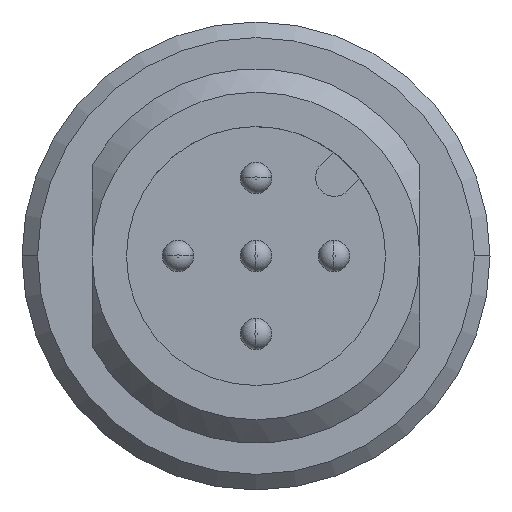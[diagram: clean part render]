
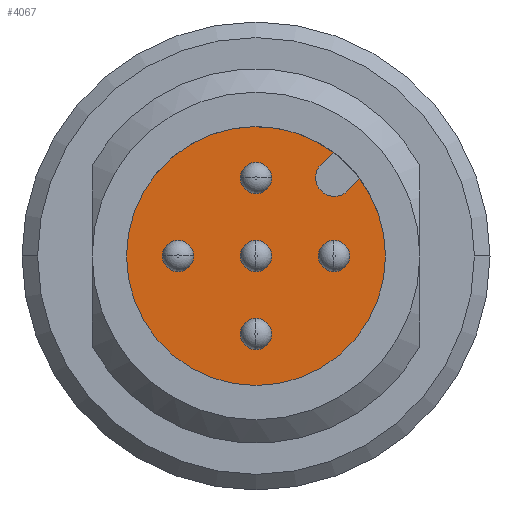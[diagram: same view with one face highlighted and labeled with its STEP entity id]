
A CAD part, left-side view. The second image highlights one B-rep face of the part: STEP entity #4067.
In plain terms, the highlighted planar face has unit normal (-1, 0, 0).
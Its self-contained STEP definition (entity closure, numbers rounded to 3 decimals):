
#87 = CARTESIAN_POINT ( 'NONE',  ( -8.6, 0.5, -2.5 ) ) ;
#121 = CARTESIAN_POINT ( 'NONE',  ( -8.6, 0., 0. ) ) ;
#129 = VERTEX_POINT ( 'NONE', #4269 ) ;
#151 = CIRCLE ( 'NONE', #3553, 0.5 ) ;
#185 = EDGE_CURVE ( 'NONE', #4600, #3237, #313, .T. ) ;
#240 = DIRECTION ( 'NONE',  ( 1., 0., 0. ) ) ;
#273 = VERTEX_POINT ( 'NONE', #1518 ) ;
#313 = CIRCLE ( 'NONE', #5294, 0.5 ) ;
#338 = CARTESIAN_POINT ( 'NONE',  ( -8.6, 0., -2.5 ) ) ;
#369 = EDGE_CURVE ( 'NONE', #722, #273, #4932, .T. ) ;
#402 = FACE_BOUND ( 'NONE', #989, .T. ) ;
#469 = ORIENTED_EDGE ( 'NONE', *, *, #5254, .T. ) ;
#630 = DIRECTION ( 'NONE',  ( -1., 0., 0. ) ) ;
#695 = DIRECTION ( 'NONE',  ( 0., 1., 0. ) ) ;
#722 = VERTEX_POINT ( 'NONE', #4632 ) ;
#835 = AXIS2_PLACEMENT_3D ( 'NONE', #2592, #3929, #1193 ) ;
#843 = AXIS2_PLACEMENT_3D ( 'NONE', #4846, #1571, #5308 ) ;
#873 = VECTOR ( 'NONE', #5617, 1000. ) ;
#899 = DIRECTION ( 'NONE',  ( 1., 0., 0. ) ) ;
#989 = EDGE_LOOP ( 'NONE', ( #5038, #6037 ) ) ;
#1104 = VERTEX_POINT ( 'NONE', #4444 ) ;
#1155 = CARTESIAN_POINT ( 'NONE',  ( -8.6, 0., -2.5 ) ) ;
#1192 = EDGE_CURVE ( 'NONE', #3237, #4600, #4559, .T. ) ;
#1193 = DIRECTION ( 'NONE',  ( 0., 0.707, 0.707 ) ) ;
#1312 = FACE_BOUND ( 'NONE', #3792, .T. ) ;
#1317 = ORIENTED_EDGE ( 'NONE', *, *, #5790, .T. ) ;
#1414 = AXIS2_PLACEMENT_3D ( 'NONE', #5509, #2831, #2713 ) ;
#1518 = CARTESIAN_POINT ( 'NONE',  ( -8.6, 2., 0. ) ) ;
#1526 = EDGE_LOOP ( 'NONE', ( #6047, #4693 ) ) ;
#1571 = DIRECTION ( 'NONE',  ( 1., 0., 0. ) ) ;
#1615 = VERTEX_POINT ( 'NONE', #5669 ) ;
#1648 = CARTESIAN_POINT ( 'NONE',  ( -8.6, -3., 0. ) ) ;
#1693 = CARTESIAN_POINT ( 'NONE',  ( -8.6, -0.5, -2.5 ) ) ;
#1732 = CARTESIAN_POINT ( 'NONE',  ( -8.6, -2., 0. ) ) ;
#1777 = CARTESIAN_POINT ( 'NONE',  ( -8.6, 0., 2.5 ) ) ;
#1794 = CARTESIAN_POINT ( 'NONE',  ( -8.6, -2.934, 2.086 ) ) ;
#1899 = CARTESIAN_POINT ( 'NONE',  ( -8.6, 0.5, 0. ) ) ;
#1905 = CIRCLE ( 'NONE', #3365, 0.5 ) ;
#1939 = VERTEX_POINT ( 'NONE', #5543 ) ;
#1986 = CIRCLE ( 'NONE', #3358, 0.5 ) ;
#1997 = ORIENTED_EDGE ( 'NONE', *, *, #2618, .T. ) ;
#2015 = ORIENTED_EDGE ( 'NONE', *, *, #5179, .T. ) ;
#2107 = DIRECTION ( 'NONE',  ( 0., 1., 0. ) ) ;
#2136 = CARTESIAN_POINT ( 'NONE',  ( -8.6, -3.328, 2.479 ) ) ;
#2190 = AXIS2_PLACEMENT_3D ( 'NONE', #5073, #4607, #4146 ) ;
#2224 = AXIS2_PLACEMENT_3D ( 'NONE', #5837, #5645, #5174 ) ;
#2249 = AXIS2_PLACEMENT_3D ( 'NONE', #338, #2557, #695 ) ;
#2334 = EDGE_CURVE ( 'NONE', #3886, #3356, #1905, .T. ) ;
#2358 = EDGE_CURVE ( 'NONE', #129, #1615, #5128, .T. ) ;
#2365 = DIRECTION ( 'NONE',  ( -1., 0., 0. ) ) ;
#2498 = ORIENTED_EDGE ( 'NONE', *, *, #2798, .T. ) ;
#2506 = LINE ( 'NONE', #5236, #3253 ) ;
#2557 = DIRECTION ( 'NONE',  ( 1., 0., 0. ) ) ;
#2558 = CARTESIAN_POINT ( 'NONE',  ( -8.6, 0., 0. ) ) ;
#2592 = CARTESIAN_POINT ( 'NONE',  ( -8.6, -2.51, 2.51 ) ) ;
#2613 = EDGE_CURVE ( 'NONE', #4055, #1939, #4538, .T. ) ;
#2618 = EDGE_CURVE ( 'NONE', #3127, #5979, #4540, .T. ) ;
#2638 = VERTEX_POINT ( 'NONE', #2136 ) ;
#2713 = DIRECTION ( 'NONE',  ( 0., 1., 0. ) ) ;
#2783 = DIRECTION ( 'NONE',  ( 0., 1., 0. ) ) ;
#2798 = EDGE_CURVE ( 'NONE', #5785, #4870, #151, .T. ) ;
#2817 = CARTESIAN_POINT ( 'NONE',  ( -8.6, 0., 0. ) ) ;
#2831 = DIRECTION ( 'NONE',  ( 1., 0., 0. ) ) ;
#3127 = VERTEX_POINT ( 'NONE', #87 ) ;
#3150 = CARTESIAN_POINT ( 'NONE',  ( -8.6, -2.5, 0. ) ) ;
#3171 = CARTESIAN_POINT ( 'NONE',  ( -8.6, -2.5, 0. ) ) ;
#3198 = DIRECTION ( 'NONE',  ( 0., 1., 0. ) ) ;
#3199 = PLANE ( 'NONE',  #2190 ) ;
#3237 = VERTEX_POINT ( 'NONE', #5734 ) ;
#3253 = VECTOR ( 'NONE', #5358, 1000. ) ;
#3257 = DIRECTION ( 'NONE',  ( 1., 0., 0. ) ) ;
#3264 = EDGE_CURVE ( 'NONE', #2638, #4055, #2506, .T. ) ;
#3306 = CARTESIAN_POINT ( 'NONE',  ( -8.6, -2.086, 2.934 ) ) ;
#3356 = VERTEX_POINT ( 'NONE', #1648 ) ;
#3358 = AXIS2_PLACEMENT_3D ( 'NONE', #2558, #240, #2107 ) ;
#3365 = AXIS2_PLACEMENT_3D ( 'NONE', #3150, #4097, #4161 ) ;
#3390 = ORIENTED_EDGE ( 'NONE', *, *, #2334, .T. ) ;
#3402 = DIRECTION ( 'NONE',  ( 0., 1., 0. ) ) ;
#3458 = AXIS2_PLACEMENT_3D ( 'NONE', #2817, #2365, #2783 ) ;
#3508 = ORIENTED_EDGE ( 'NONE', *, *, #3912, .T. ) ;
#3553 = AXIS2_PLACEMENT_3D ( 'NONE', #4580, #3688, #4059 ) ;
#3645 = DIRECTION ( 'NONE',  ( 0., 1., 0. ) ) ;
#3655 = FACE_OUTER_BOUND ( 'NONE', #3964, .T. ) ;
#3675 = AXIS2_PLACEMENT_3D ( 'NONE', #1777, #899, #3645 ) ;
#3688 = DIRECTION ( 'NONE',  ( 1., 0., 0. ) ) ;
#3731 = ORIENTED_EDGE ( 'NONE', *, *, #3264, .T. ) ;
#3767 = LINE ( 'NONE', #3306, #873 ) ;
#3792 = EDGE_LOOP ( 'NONE', ( #3390, #2015 ) ) ;
#3811 = AXIS2_PLACEMENT_3D ( 'NONE', #121, #630, #3402 ) ;
#3886 = VERTEX_POINT ( 'NONE', #1732 ) ;
#3912 = EDGE_CURVE ( 'NONE', #4870, #5785, #1986, .T. ) ;
#3929 = DIRECTION ( 'NONE',  ( 1., 0., 0. ) ) ;
#3964 = EDGE_LOOP ( 'NONE', ( #3731, #5593, #5839, #6001, #469, #1317 ) ) ;
#4049 = EDGE_CURVE ( 'NONE', #273, #722, #5012, .T. ) ;
#4055 = VERTEX_POINT ( 'NONE', #1794 ) ;
#4059 = DIRECTION ( 'NONE',  ( 0., 1., 0. ) ) ;
#4067 = ADVANCED_FACE ( 'NONE', ( #4672, #1312, #4576, #402, #6009, #3655 ), #3199, .T. ) ;
#4096 = CIRCLE ( 'NONE', #2249, 0.5 ) ;
#4097 = DIRECTION ( 'NONE',  ( 1., 0., 0. ) ) ;
#4116 = DIRECTION ( 'NONE',  ( 1., 0., 0. ) ) ;
#4146 = DIRECTION ( 'NONE',  ( 0., 0., 1. ) ) ;
#4161 = DIRECTION ( 'NONE',  ( 0., 1., 0. ) ) ;
#4269 = CARTESIAN_POINT ( 'NONE',  ( -8.6, -2.479, 3.328 ) ) ;
#4285 = ORIENTED_EDGE ( 'NONE', *, *, #5026, .T. ) ;
#4291 = CARTESIAN_POINT ( 'NONE',  ( -8.6, -0.5, 2.5 ) ) ;
#4394 = DIRECTION ( 'NONE',  ( 1., 0., 0. ) ) ;
#4444 = CARTESIAN_POINT ( 'NONE',  ( -8.6, -4.15, 0. ) ) ;
#4538 = CIRCLE ( 'NONE', #835, 0.6 ) ;
#4540 = CIRCLE ( 'NONE', #4835, 0.5 ) ;
#4559 = CIRCLE ( 'NONE', #3675, 0.5 ) ;
#4576 = FACE_BOUND ( 'NONE', #4657, .T. ) ;
#4580 = CARTESIAN_POINT ( 'NONE',  ( -8.6, 0., 0. ) ) ;
#4600 = VERTEX_POINT ( 'NONE', #4291 ) ;
#4607 = DIRECTION ( 'NONE',  ( -1., 0., 0. ) ) ;
#4632 = CARTESIAN_POINT ( 'NONE',  ( -8.6, 3., 0. ) ) ;
#4657 = EDGE_LOOP ( 'NONE', ( #2498, #3508 ) ) ;
#4663 = CIRCLE ( 'NONE', #2224, 4.15 ) ;
#4672 = FACE_BOUND ( 'NONE', #5795, .T. ) ;
#4693 = ORIENTED_EDGE ( 'NONE', *, *, #4049, .T. ) ;
#4696 = AXIS2_PLACEMENT_3D ( 'NONE', #3171, #4116, #3198 ) ;
#4835 = AXIS2_PLACEMENT_3D ( 'NONE', #1155, #4394, #5448 ) ;
#4846 = CARTESIAN_POINT ( 'NONE',  ( -8.6, 2.5, 0. ) ) ;
#4870 = VERTEX_POINT ( 'NONE', #5325 ) ;
#4932 = CIRCLE ( 'NONE', #843, 0.5 ) ;
#5012 = CIRCLE ( 'NONE', #1414, 0.5 ) ;
#5026 = EDGE_CURVE ( 'NONE', #5979, #3127, #4096, .T. ) ;
#5038 = ORIENTED_EDGE ( 'NONE', *, *, #1192, .T. ) ;
#5073 = CARTESIAN_POINT ( 'NONE',  ( -8.6, 2.075, 0. ) ) ;
#5128 = CIRCLE ( 'NONE', #3458, 4.15 ) ;
#5174 = DIRECTION ( 'NONE',  ( 0., 1., 0. ) ) ;
#5179 = EDGE_CURVE ( 'NONE', #3356, #3886, #5582, .T. ) ;
#5236 = CARTESIAN_POINT ( 'NONE',  ( -8.6, -3.328, 2.479 ) ) ;
#5254 = EDGE_CURVE ( 'NONE', #1615, #1104, #5983, .T. ) ;
#5294 = AXIS2_PLACEMENT_3D ( 'NONE', #5595, #3257, #6056 ) ;
#5308 = DIRECTION ( 'NONE',  ( 0., 1., 0. ) ) ;
#5325 = CARTESIAN_POINT ( 'NONE',  ( -8.6, -0.5, 0. ) ) ;
#5358 = DIRECTION ( 'NONE',  ( 0., 0.707, -0.707 ) ) ;
#5448 = DIRECTION ( 'NONE',  ( 0., 1., 0. ) ) ;
#5509 = CARTESIAN_POINT ( 'NONE',  ( -8.6, 2.5, 0. ) ) ;
#5543 = CARTESIAN_POINT ( 'NONE',  ( -8.6, -2.086, 2.934 ) ) ;
#5582 = CIRCLE ( 'NONE', #4696, 0.5 ) ;
#5593 = ORIENTED_EDGE ( 'NONE', *, *, #2613, .T. ) ;
#5595 = CARTESIAN_POINT ( 'NONE',  ( -8.6, 0., 2.5 ) ) ;
#5617 = DIRECTION ( 'NONE',  ( 0., -0.707, 0.707 ) ) ;
#5645 = DIRECTION ( 'NONE',  ( -1., 0., 0. ) ) ;
#5669 = CARTESIAN_POINT ( 'NONE',  ( -8.6, 4.15, 0. ) ) ;
#5698 = EDGE_CURVE ( 'NONE', #1939, #129, #3767, .T. ) ;
#5734 = CARTESIAN_POINT ( 'NONE',  ( -8.6, 0.5, 2.5 ) ) ;
#5785 = VERTEX_POINT ( 'NONE', #1899 ) ;
#5790 = EDGE_CURVE ( 'NONE', #1104, #2638, #4663, .T. ) ;
#5795 = EDGE_LOOP ( 'NONE', ( #1997, #4285 ) ) ;
#5837 = CARTESIAN_POINT ( 'NONE',  ( -8.6, 0., 0. ) ) ;
#5839 = ORIENTED_EDGE ( 'NONE', *, *, #5698, .T. ) ;
#5979 = VERTEX_POINT ( 'NONE', #1693 ) ;
#5983 = CIRCLE ( 'NONE', #3811, 4.15 ) ;
#6001 = ORIENTED_EDGE ( 'NONE', *, *, #2358, .T. ) ;
#6009 = FACE_BOUND ( 'NONE', #1526, .T. ) ;
#6037 = ORIENTED_EDGE ( 'NONE', *, *, #185, .T. ) ;
#6047 = ORIENTED_EDGE ( 'NONE', *, *, #369, .T. ) ;
#6056 = DIRECTION ( 'NONE',  ( 0., 1., 0. ) ) ;
